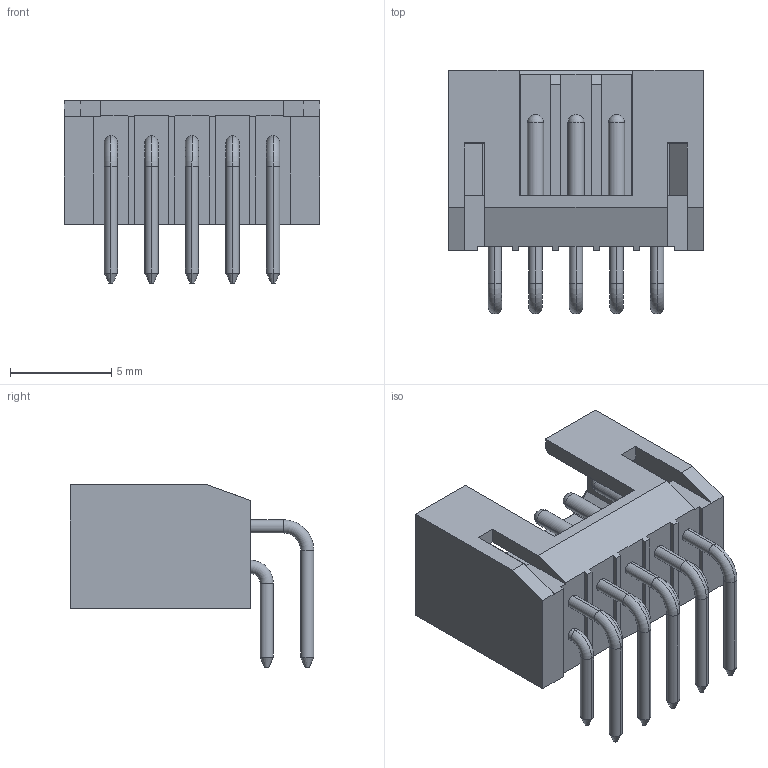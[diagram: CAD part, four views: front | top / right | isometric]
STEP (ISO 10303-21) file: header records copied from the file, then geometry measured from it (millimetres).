
FILE_DESCRIPTION((''),'2;1');
FILE_NAME('F0JL24-S10RD000-01_REF','2024-12-23T',('工程三'),(''),'PRO/ENGINEER BY PARAMETRIC TECHNOLOGY CORPORATION, 2010280','PRO/ENGINEER BY PARAMETRIC TECHNOLOGY CORPORATION, 2010280','');
FILE_SCHEMA(('CONFIG_CONTROL_DESIGN'));
Length unit declared in the file: millimetre
Products named in the file (1): F0JL24-S10RD000-01_REF
Bounding box: 12.6 x 12.03 x 9 mm (x, y, z)
Volume: 373.7 mm3; surface area: 875 mm2
Topology: 1 solids, 1 shells, 210 faces, 506 edges, 294 vertices
Faces by surface type: plane 90, cylinder 60, torus 20, cone 20, sphere 20
Entity records: 5936 total; most frequent: DIRECTION 1086, CARTESIAN_POINT 990, ORIENTED_EDGE 972, EDGE_CURVE 486, AXIS2_PLACEMENT_3D 390, VECTOR 306, LINE 306, VERTEX_POINT 294
